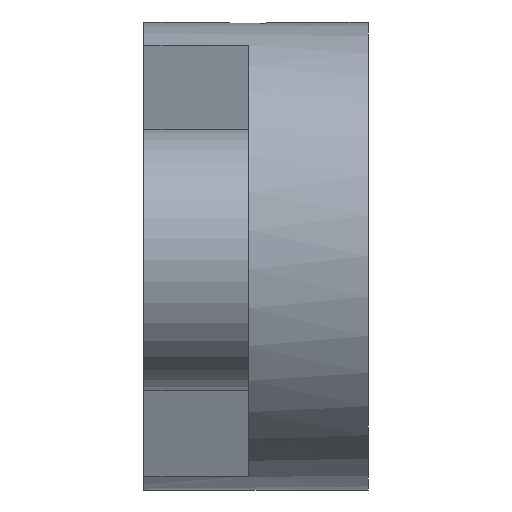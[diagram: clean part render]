
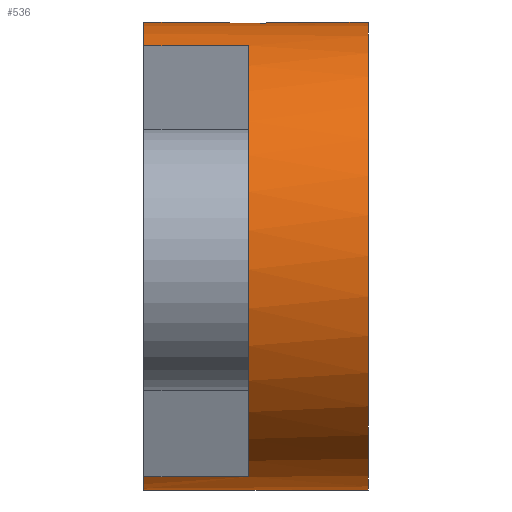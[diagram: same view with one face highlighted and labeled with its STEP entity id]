
A CAD part, left-side view. The second image highlights one B-rep face of the part: STEP entity #536.
In plain terms, the highlighted cylindrical face has radius 3.58 mm (diameter 7.16 mm), a full revolution.
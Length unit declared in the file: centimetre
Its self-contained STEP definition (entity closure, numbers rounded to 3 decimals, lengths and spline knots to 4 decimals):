
#29=LINE('',#832,#45);
#31=LINE('',#837,#47);
#37=LINE('',#885,#53);
#39=LINE('',#890,#55);
#45=VECTOR('',#675,0.16);
#47=VECTOR('',#679,0.16);
#53=VECTOR('',#733,0.16);
#55=VECTOR('',#737,0.16);
#105=FACE_BOUND('',#214,.T.);
#135=FACE_OUTER_BOUND('',#213,.T.);
#213=EDGE_LOOP('',(#477,#478,#479,#480,#481,#482,#483,#484));
#214=EDGE_LOOP('',(#485));
#235=CIRCLE('',#570,0.358);
#250=CIRCLE('',#595,0.358);
#256=CIRCLE('',#606,0.358);
#257=CIRCLE('',#607,0.358);
#259=CIRCLE('',#611,0.358);
#280=VERTEX_POINT('',#828);
#281=VERTEX_POINT('',#830);
#282=VERTEX_POINT('',#834);
#283=VERTEX_POINT('',#836);
#300=VERTEX_POINT('',#881);
#301=VERTEX_POINT('',#883);
#302=VERTEX_POINT('',#887);
#303=VERTEX_POINT('',#889);
#310=VERTEX_POINT('',#915);
#333=EDGE_CURVE('',#280,#281,#29,.T.);
#335=EDGE_CURVE('',#283,#282,#31,.T.);
#337=EDGE_CURVE('',#281,#283,#235,.T.);
#356=EDGE_CURVE('',#300,#301,#37,.T.);
#358=EDGE_CURVE('',#303,#302,#39,.T.);
#360=EDGE_CURVE('',#301,#303,#250,.T.);
#366=EDGE_CURVE('',#300,#282,#256,.T.);
#367=EDGE_CURVE('',#280,#302,#257,.T.);
#369=EDGE_CURVE('',#310,#310,#259,.T.);
#477=ORIENTED_EDGE('',*,*,#366,.F.);
#478=ORIENTED_EDGE('',*,*,#356,.T.);
#479=ORIENTED_EDGE('',*,*,#360,.T.);
#480=ORIENTED_EDGE('',*,*,#358,.T.);
#481=ORIENTED_EDGE('',*,*,#367,.F.);
#482=ORIENTED_EDGE('',*,*,#333,.T.);
#483=ORIENTED_EDGE('',*,*,#337,.T.);
#484=ORIENTED_EDGE('',*,*,#335,.T.);
#485=ORIENTED_EDGE('',*,*,#369,.F.);
#507=CYLINDRICAL_SURFACE('',#610,0.358);
#536=ADVANCED_FACE('',(#135,#105),#507,.T.);
#570=AXIS2_PLACEMENT_3D('',#840,#683,#684);
#595=AXIS2_PLACEMENT_3D('',#893,#741,#742);
#606=AXIS2_PLACEMENT_3D('',#909,#763,#764);
#607=AXIS2_PLACEMENT_3D('',#910,#765,#766);
#610=AXIS2_PLACEMENT_3D('',#914,#771,#772);
#611=AXIS2_PLACEMENT_3D('',#916,#773,#774);
#675=DIRECTION('',(0.,-1.,0.));
#679=DIRECTION('',(0.,1.,0.));
#683=DIRECTION('center_axis',(0.,-1.,0.));
#684=DIRECTION('ref_axis',(-0.596,0.,-0.803));
#733=DIRECTION('',(0.,-1.,0.));
#737=DIRECTION('',(0.,1.,0.));
#741=DIRECTION('center_axis',(0.,-1.,0.));
#742=DIRECTION('ref_axis',(0.596,0.,0.803));
#763=DIRECTION('center_axis',(0.,1.,0.));
#764=DIRECTION('ref_axis',(0.,0.,-1.));
#765=DIRECTION('center_axis',(0.,1.,0.));
#766=DIRECTION('ref_axis',(0.596,0.,0.803));
#771=DIRECTION('center_axis',(0.,-1.,0.));
#772=DIRECTION('ref_axis',(0.,0.,-1.));
#773=DIRECTION('center_axis',(0.,-1.,0.));
#774=DIRECTION('ref_axis',(-0.581,0.,-0.814));
#828=CARTESIAN_POINT('',(0.4331,1.427,-0.2682));
#830=CARTESIAN_POINT('',(0.4331,1.267,-0.2682));
#832=CARTESIAN_POINT('',(0.4331,1.2555,-0.2682));
#834=CARTESIAN_POINT('',(0.4717,1.427,-0.9279));
#836=CARTESIAN_POINT('',(0.4717,1.267,-0.9279));
#837=CARTESIAN_POINT('',(0.4717,1.2555,-0.9279));
#840=CARTESIAN_POINT('Origin',(0.59,1.267,-0.59));
#881=CARTESIAN_POINT('',(0.6258,1.427,-0.9462));
#883=CARTESIAN_POINT('',(0.6258,1.267,-0.9462));
#885=CARTESIAN_POINT('',(0.6258,1.2555,-0.9462));
#887=CARTESIAN_POINT('',(0.6258,1.427,-0.2338));
#889=CARTESIAN_POINT('',(0.6258,1.267,-0.2338));
#890=CARTESIAN_POINT('',(0.6258,1.2555,-0.2338));
#893=CARTESIAN_POINT('Origin',(0.59,1.267,-0.59));
#909=CARTESIAN_POINT('Origin',(0.59,1.427,-0.59));
#910=CARTESIAN_POINT('Origin',(0.59,1.427,-0.59));
#914=CARTESIAN_POINT('Origin',(0.59,1.2555,-0.59));
#915=CARTESIAN_POINT('',(0.59,1.084,-0.948));
#916=CARTESIAN_POINT('Origin',(0.59,1.084,-0.59));
